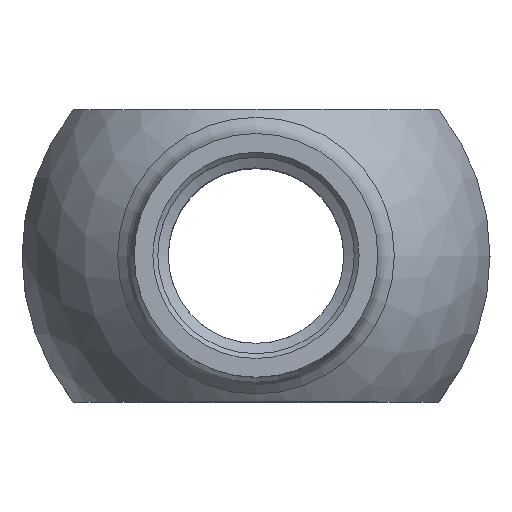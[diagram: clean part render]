
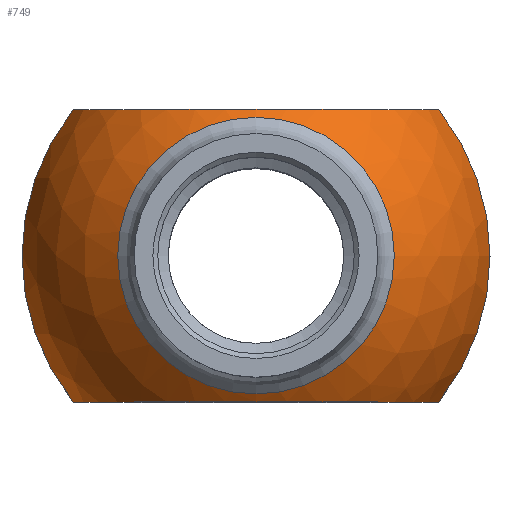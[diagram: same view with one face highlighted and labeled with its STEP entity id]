
A CAD part, top view. The second image highlights one B-rep face of the part: STEP entity #749.
In plain terms, the highlighted spherical face has radius 24.5 mm.
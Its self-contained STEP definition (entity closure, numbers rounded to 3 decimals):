
#691=CARTESIAN_POINT('',(13.186,10.807,19.976));
#692=VERTEX_POINT('',#691);
#693=CARTESIAN_POINT('',(-0.998,10.807,19.976));
#694=DIRECTION('',(0.0,0.0,1.0));
#695=DIRECTION('',(-1.0,0.0,0.0));
#696=AXIS2_PLACEMENT_3D('',#693,#694,#695);
#697=CIRCLE('',#696,14.184);
#698=EDGE_CURVE('',#692,#692,#697,.T.);
#703=CARTESIAN_POINT('',(-0.998,10.807,0.0));
#704=DIRECTION('',(0.0,0.0,1.0));
#705=DIRECTION('',(1.0,0.0,0.0));
#706=AXIS2_PLACEMENT_3D('',#703,#704,#705);
#707=SPHERICAL_SURFACE('',#706,24.5);
#708=CARTESIAN_POINT('',(17.737,25.807,4.924));
#709=VERTEX_POINT('',#708);
#710=CARTESIAN_POINT('',(-19.733,25.807,4.924));
#711=VERTEX_POINT('',#710);
#712=CARTESIAN_POINT('',(-0.998,25.807,0.0));
#713=DIRECTION('',(0.0,-1.0,0.0));
#714=DIRECTION('',(0.0,0.0,1.0));
#715=AXIS2_PLACEMENT_3D('',#712,#713,#714);
#716=CIRCLE('',#715,19.371);
#717=EDGE_CURVE('',#709,#711,#716,.T.);
#718=ORIENTED_EDGE('',*,*,#717,.T.);
#719=CARTESIAN_POINT('',(-19.733,-4.193,4.924));
#720=VERTEX_POINT('',#719);
#721=CARTESIAN_POINT('',(-0.998,10.807,4.924));
#722=DIRECTION('',(0.0,0.0,-1.0));
#723=DIRECTION('',(-1.0,0.0,0.0));
#724=AXIS2_PLACEMENT_3D('',#721,#722,#723);
#725=CIRCLE('',#724,24.);
#726=EDGE_CURVE('',#720,#711,#725,.T.);
#727=ORIENTED_EDGE('',*,*,#726,.F.);
#728=CARTESIAN_POINT('',(17.737,-4.193,4.924));
#729=VERTEX_POINT('',#728);
#730=CARTESIAN_POINT('',(-0.998,-4.193,0.0));
#731=DIRECTION('',(0.0,1.0,0.0));
#732=DIRECTION('',(0.0,0.0,-1.0));
#733=AXIS2_PLACEMENT_3D('',#730,#731,#732);
#734=CIRCLE('',#733,19.371);
#735=EDGE_CURVE('',#720,#729,#734,.T.);
#736=ORIENTED_EDGE('',*,*,#735,.T.);
#737=CARTESIAN_POINT('',(-0.998,10.807,4.924));
#738=DIRECTION('',(0.0,0.0,-1.0));
#739=DIRECTION('',(-1.0,0.0,0.0));
#740=AXIS2_PLACEMENT_3D('',#737,#738,#739);
#741=CIRCLE('',#740,24.);
#742=EDGE_CURVE('',#709,#729,#741,.T.);
#743=ORIENTED_EDGE('',*,*,#742,.F.);
#744=EDGE_LOOP('',(#718,#727,#736,#743));
#745=FACE_OUTER_BOUND('',#744,.T.);
#746=ORIENTED_EDGE('',*,*,#698,.F.);
#747=EDGE_LOOP('',(#746));
#748=FACE_BOUND('',#747,.T.);
#749=ADVANCED_FACE('',(#745,#748),#707,.T.);
